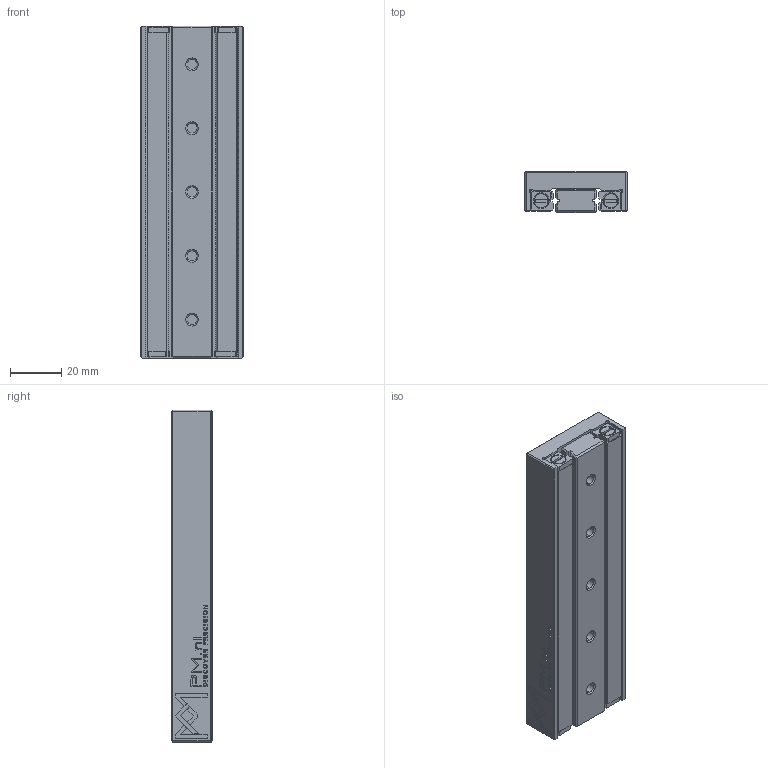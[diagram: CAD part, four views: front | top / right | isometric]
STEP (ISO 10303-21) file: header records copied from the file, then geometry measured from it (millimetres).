
FILE_DESCRIPTION(/* description */ (''),/* implementation_level */ '2;1');
FILE_NAME(/* name */ 'RTS-3130.stp',/* time_stamp */ '2024-10-04T11:18:44+02:00',/* author */ (''),/* organization */ (''),/* preprocessor_version */ 'ST-DEVELOPER v16.7',/* originating_system */ 'SIEMENS PLM Software NX 12.0',/* authorisation */ '');
FILE_SCHEMA (('AUTOMOTIVE_DESIGN { 1 0 10303 214 3 1 1 1 }'));
Length unit declared in the file: millimetre
Products named in the file (1): RTS-3130_stp
Bounding box: 40 x 16 x 130 mm (x, y, z)
Volume: 73537.3 mm3; surface area: 31747.1 mm2
Topology: 2 solids, 2 shells, 1003 faces, 2609 edges, 1704 vertices
Faces by surface type: plane 663, bspline 180, cylinder 72, cone 68, torus 20
Entity records: 37829 total; most frequent: CARTESIAN_POINT 7891, ORIENTED_EDGE 5218, DIRECTION 4147, EDGE_CURVE 2609, LINE 1951, VECTOR 1951, VERTEX_POINT 1704, EDGE_LOOP 1117
